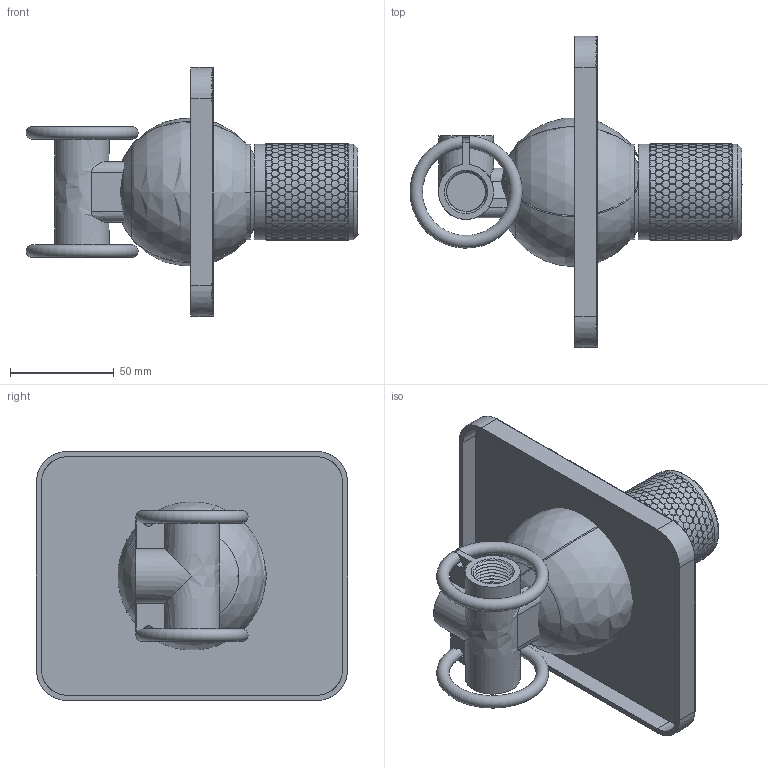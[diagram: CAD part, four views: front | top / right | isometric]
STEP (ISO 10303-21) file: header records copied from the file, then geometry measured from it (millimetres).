
FILE_DESCRIPTION((''),'2;1');
FILE_NAME('WXQ348163_ASM_ASM','2020-07-03T',('fth20'),(''),'CREO PARAMETRIC BY PTC INC, 2015480','CREO PARAMETRIC BY PTC INC, 2015480','');
FILE_SCHEMA(('CONFIG_CONTROL_DESIGN'));
Products named in the file (17): 80T34011A_5; J10350SD01_2_1; J10350SD01_2_2; J10350SD01_2_3; J10350SD01_2_4; J10350SD01_2_5; J10350SD01_2_6; J10350SD01_2_ASM; 81T348163_3; 8ZG168053_4; WXQ_4; WXQ1_3; WXQ-1_3; 80P35WXQ2_ASM_3_ASM; 8MB34375_2; WXQ348163_ASM_2_ASM; WXQ348163_ASM_ASM
Assembly tree (16 placements, depth 4):
  WXQ348163_ASM_ASM
    WXQ348163_ASM_2_ASM
      80T34011A_5
      J10350SD01_2_ASM
        J10350SD01_2_1
        J10350SD01_2_2
        J10350SD01_2_3
        J10350SD01_2_4
        J10350SD01_2_5
        J10350SD01_2_6
      81T348163_3
      8ZG168053_4
      80P35WXQ2_ASM_3_ASM
        WXQ_4
        WXQ1_3
        WXQ-1_3
      8MB34375_2
Bounding box: 159.9 x 150 x 120 mm (x, y, z)
Surface area: 162315.1 mm2 (no closed solid volume)
Topology: 0 solids, 0 shells, 4955 faces, 22843 edges, 22750 vertices
Faces by surface type: bspline 4859, torus 92, sphere 4
Entity records: 388476 total; most frequent: CARTESIAN_POINT 210094, DEFINITIONAL_REPRESENTATION 22660, PCURVE 22660, COMPOSITE_CURVE_SEGMENT 22660, DIRECTION 21531, TRIMMED_CURVE 19742, VECTOR 18243, LINE 18243
